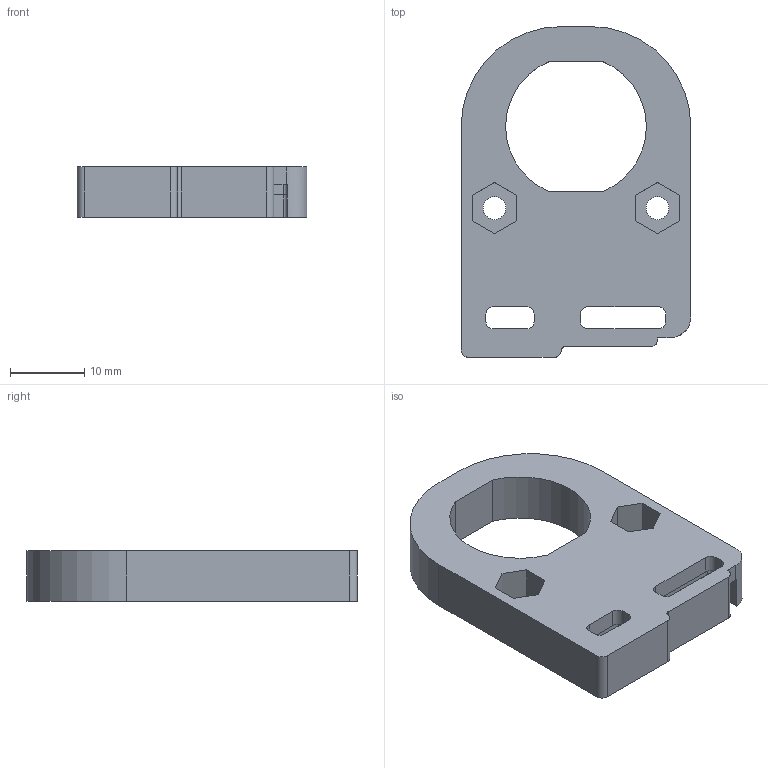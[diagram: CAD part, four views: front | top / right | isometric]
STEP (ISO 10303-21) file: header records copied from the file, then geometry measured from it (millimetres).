
FILE_DESCRIPTION(('FreeCAD Model'),'2;1');
FILE_NAME('MJ_3d_holder_left_v2.step','2020-07-05T21:38:28',('Author'),(''), 'Open CASCADE STEP processor 7.3','FreeCAD','Unknown');
FILE_SCHEMA(('AUTOMOTIVE_DESIGN { 1 0 10303 214 1 1 1 1 }'));
Length unit declared in the file: millimetre
Products named in the file (1): 3d_holder_left_v2
Bounding box: 31 x 44.65 x 6.8 mm (x, y, z)
Volume: 5006.6 mm3; surface area: 3934.7 mm2
Topology: 1 solids, 1 shells, 96 faces, 266 edges, 174 vertices
Faces by surface type: plane 59, cylinder 35, bspline 1, torus 1
Full cylindrical faces by diameter (mm): 3.1 x2, 3.6 x1
Entity records: 3155 total; most frequent: CARTESIAN_POINT 601, ORIENTED_EDGE 532, DIRECTION 526, EDGE_CURVE 266, LINE 190, VECTOR 190, VERTEX_POINT 174, AXIS2_PLACEMENT_3D 168
